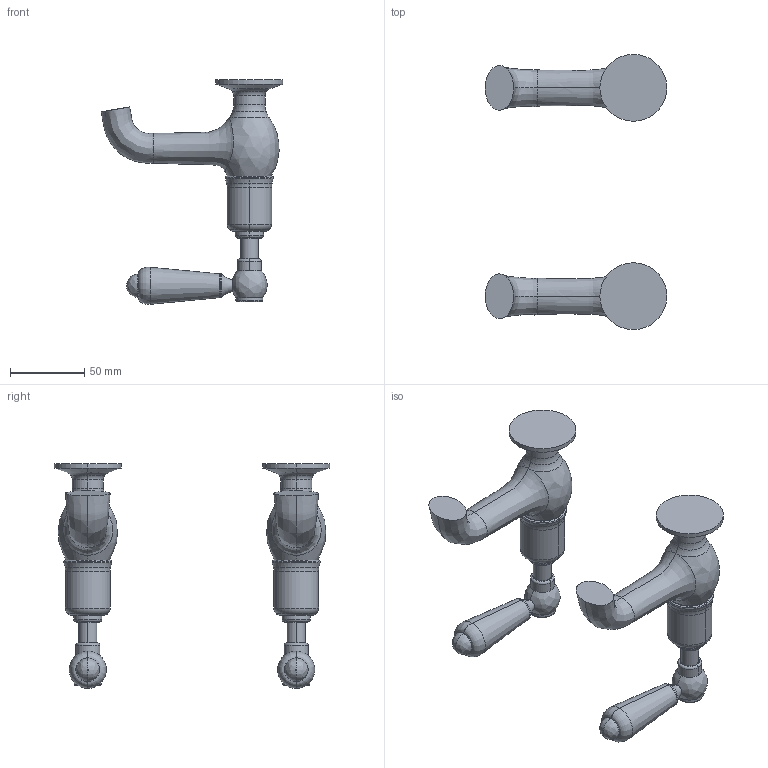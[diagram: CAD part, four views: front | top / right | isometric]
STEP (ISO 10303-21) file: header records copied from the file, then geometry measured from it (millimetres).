
FILE_DESCRIPTION((''),'2;1');
FILE_NAME('85025_ASM','2018-08-12T',('MQ'),(''),'PRO/ENGINEER BY PARAMETRIC TECHNOLOGY CORPORATION, 2012130','PRO/ENGINEER BY PARAMETRIC TECHNOLOGY CORPORATION, 2012130','');
FILE_SCHEMA(('CONFIG_CONTROL_DESIGN'));
Length unit declared in the file: millimetre
Products named in the file (7): MANIFOLD_SOLID_BREP_703; MANIFOLD_SOLID_BREP_707; MANIFOLD_SOLID_BREP_708; MANIFOLD_SOLID_BREP_711; ADMI46AFOI1Z_ASM; YIZHI----------; 85025_ASM
Assembly tree (7 placements, depth 3):
  85025_ASM
    ADMI46AFOI1Z_ASM
      MANIFOLD_SOLID_BREP_703
      MANIFOLD_SOLID_BREP_707
      MANIFOLD_SOLID_BREP_708
      MANIFOLD_SOLID_BREP_711
    YIZHI----------  x2
Bounding box: 122.1 x 185 x 151 mm (x, y, z)
Volume: 254839.1 mm3; surface area: 65646.7 mm2
Topology: 6 solids, 6 shells, 202 faces, 406 edges, 228 vertices
Faces by surface type: torus 68, cylinder 56, plane 30, bspline 24, cone 20, revolution 4
Entity records: 9170 total; most frequent: CARTESIAN_POINT 5486, DIRECTION 876, ORIENTED_EDGE 658, AXIS2_PLACEMENT_3D 405, EDGE_CURVE 329, CIRCLE 241, VERTEX_POINT 185, EDGE_LOOP 182
